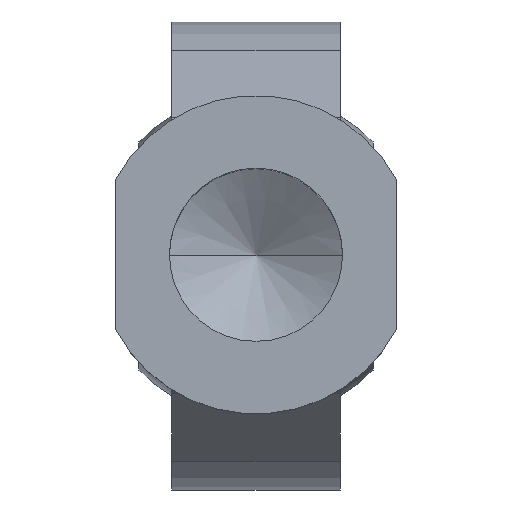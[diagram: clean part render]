
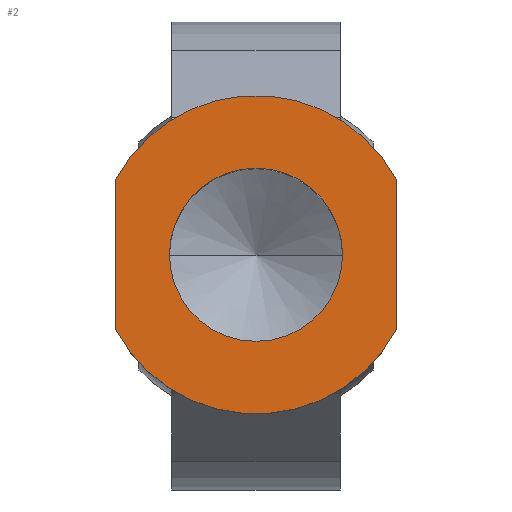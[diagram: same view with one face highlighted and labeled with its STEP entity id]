
A CAD part, top view. The second image highlights one B-rep face of the part: STEP entity #2.
In plain terms, the highlighted planar face has unit normal (0, 0, 1).
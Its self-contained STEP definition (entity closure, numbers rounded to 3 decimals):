
#1 = EDGE_LOOP ( 'NONE', ( #10, #72 ) ) ;
#2 = ADVANCED_FACE ( 'NONE', ( #536, #3163 ), #3164, .T. ) ;
#6 = EDGE_CURVE ( 'NONE', #95, #19, #3135, .T. ) ;
#10 = ORIENTED_EDGE ( 'NONE', *, *, #71, .F. ) ;
#13 = ORIENTED_EDGE ( 'NONE', *, *, #46, .T. ) ;
#19 = VERTEX_POINT ( 'NONE', #3146 ) ;
#21 = EDGE_CURVE ( 'NONE', #61, #24, #3141, .T. ) ;
#22 = ORIENTED_EDGE ( 'NONE', *, *, #6, .T. ) ;
#24 = VERTEX_POINT ( 'NONE', #546 ) ;
#27 = ORIENTED_EDGE ( 'NONE', *, *, #21, .T. ) ;
#28 = EDGE_CURVE ( 'NONE', #19, #61, #542, .T. ) ;
#32 = ORIENTED_EDGE ( 'NONE', *, *, #28, .T. ) ;
#46 = EDGE_CURVE ( 'NONE', #24, #95, #3272, .T. ) ;
#61 = VERTEX_POINT ( 'NONE', #3254 ) ;
#71 = EDGE_CURVE ( 'NONE', #448, #416, #3297, .T. ) ;
#72 = ORIENTED_EDGE ( 'NONE', *, *, #483, .F. ) ;
#73 = EDGE_LOOP ( 'NONE', ( #32, #27, #13, #22 ) ) ;
#95 = VERTEX_POINT ( 'NONE', #3168 ) ;
#416 = VERTEX_POINT ( 'NONE', #1717 ) ;
#448 = VERTEX_POINT ( 'NONE', #2833 ) ;
#483 = EDGE_CURVE ( 'NONE', #416, #448, #2954, .T. ) ;
#536 = FACE_BOUND ( 'NONE', #1, .T. ) ;
#542 = CIRCLE ( 'NONE', #553, 17. ) ;
#546 = CARTESIAN_POINT ( 'NONE',  ( 15., 8., 10. ) ) ;
#550 = DIRECTION ( 'NONE',  ( 1., 0., 0. ) ) ;
#551 = DIRECTION ( 'NONE',  ( 0., 0., 1. ) ) ;
#552 = CARTESIAN_POINT ( 'NONE',  ( 0., 0., 10. ) ) ;
#553 = AXIS2_PLACEMENT_3D ( 'NONE', #552, #551, #550 ) ;
#1717 = CARTESIAN_POINT ( 'NONE',  ( -9.25, 0., 10. ) ) ;
#2833 = CARTESIAN_POINT ( 'NONE',  ( 9.25, 0., 10. ) ) ;
#2950 = DIRECTION ( 'NONE',  ( 1., 0., 0. ) ) ;
#2951 = DIRECTION ( 'NONE',  ( 0., 0., 1. ) ) ;
#2952 = CARTESIAN_POINT ( 'NONE',  ( 0., 0., 10. ) ) ;
#2953 = AXIS2_PLACEMENT_3D ( 'NONE', #2952, #2951, #2950 ) ;
#2954 = CIRCLE ( 'NONE', #2953, 9.25 ) ;
#3062 = CARTESIAN_POINT ( 'NONE',  ( 0., 0., 10. ) ) ;
#3064 = DIRECTION ( 'NONE',  ( 1., 0., 0. ) ) ;
#3065 = DIRECTION ( 'NONE',  ( 0., 0., 1. ) ) ;
#3125 = DIRECTION ( 'NONE',  ( 0., 1., 0. ) ) ;
#3126 = VECTOR ( 'NONE', #3125, 1000. ) ;
#3127 = CARTESIAN_POINT ( 'NONE',  ( 15., -8., 10. ) ) ;
#3129 = DIRECTION ( 'NONE',  ( 0., -1., 0. ) ) ;
#3130 = VECTOR ( 'NONE', #3129, 1000. ) ;
#3134 = CARTESIAN_POINT ( 'NONE',  ( -15., -8., 10. ) ) ;
#3135 = LINE ( 'NONE', #3134, #3130 ) ;
#3141 = LINE ( 'NONE', #3127, #3126 ) ;
#3146 = CARTESIAN_POINT ( 'NONE',  ( -15., -8., 10. ) ) ;
#3163 = FACE_OUTER_BOUND ( 'NONE', #73, .T. ) ;
#3164 = PLANE ( 'NONE',  #3167 ) ;
#3167 = AXIS2_PLACEMENT_3D ( 'NONE', #3062, #3065, #3064 ) ;
#3168 = CARTESIAN_POINT ( 'NONE',  ( -15., 8., 10. ) ) ;
#3254 = CARTESIAN_POINT ( 'NONE',  ( 15., -8., 10. ) ) ;
#3268 = DIRECTION ( 'NONE',  ( 1., 0., 0. ) ) ;
#3269 = DIRECTION ( 'NONE',  ( 0., 0., 1. ) ) ;
#3270 = CARTESIAN_POINT ( 'NONE',  ( 0., 0., 10. ) ) ;
#3271 = AXIS2_PLACEMENT_3D ( 'NONE', #3270, #3269, #3268 ) ;
#3272 = CIRCLE ( 'NONE', #3271, 17. ) ;
#3293 = DIRECTION ( 'NONE',  ( 1., 0., 0. ) ) ;
#3294 = DIRECTION ( 'NONE',  ( 0., 0., 1. ) ) ;
#3295 = CARTESIAN_POINT ( 'NONE',  ( 0., 0., 10. ) ) ;
#3296 = AXIS2_PLACEMENT_3D ( 'NONE', #3295, #3294, #3293 ) ;
#3297 = CIRCLE ( 'NONE', #3296, 9.25 ) ;
